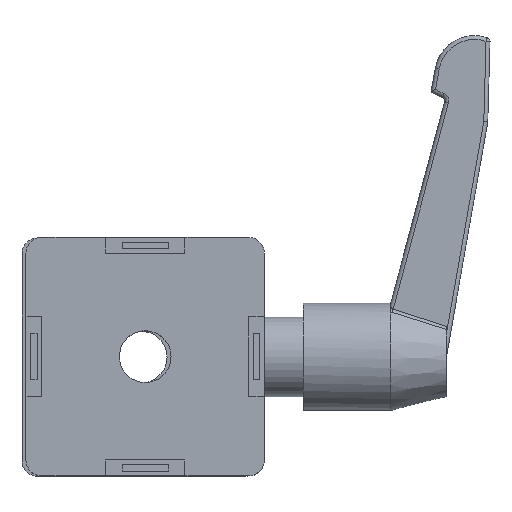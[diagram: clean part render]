
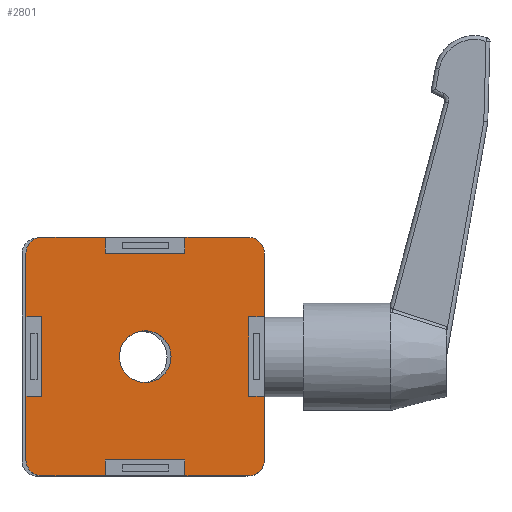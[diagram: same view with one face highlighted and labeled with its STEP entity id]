
A CAD part, top view. The second image highlights one B-rep face of the part: STEP entity #2801.
In plain terms, the highlighted face is planar.
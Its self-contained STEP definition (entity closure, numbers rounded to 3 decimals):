
#104=CIRCLE('',#3105,2.);
#105=CIRCLE('',#3107,2.);
#106=CIRCLE('',#3108,2.);
#107=CIRCLE('',#3109,2.);
#108=CIRCLE('',#3110,3.25);
#285=FACE_BOUND('',#520,.T.);
#347=FACE_OUTER_BOUND('',#519,.T.);
#519=EDGE_LOOP('',(#2034,#2035,#2036,#2037,#2038,#2039,#2040,#2041,#2042,
#2043,#2044,#2045,#2046,#2047,#2048,#2049,#2050,#2051,#2052,#2053,#2054,
#2055,#2056,#2057));
#520=EDGE_LOOP('',(#2058));
#721=LINE('',#4371,#978);
#724=LINE('',#4377,#981);
#728=LINE('',#4384,#985);
#732=LINE('',#4394,#989);
#735=LINE('',#4400,#992);
#738=LINE('',#4406,#995);
#743=LINE('',#4417,#1000);
#746=LINE('',#4423,#1003);
#750=LINE('',#4430,#1007);
#754=LINE('',#4440,#1011);
#757=LINE('',#4446,#1014);
#760=LINE('',#4452,#1017);
#763=LINE('',#4458,#1020);
#767=LINE('',#4465,#1024);
#768=LINE('',#4468,#1025);
#772=LINE('',#4475,#1029);
#773=LINE('',#4482,#1030);
#774=LINE('',#4484,#1031);
#775=LINE('',#4487,#1032);
#776=LINE('',#4489,#1033);
#978=VECTOR('',#3473,10.);
#981=VECTOR('',#3478,10.);
#985=VECTOR('',#3484,10.);
#989=VECTOR('',#3492,10.);
#992=VECTOR('',#3497,10.);
#995=VECTOR('',#3502,10.);
#1000=VECTOR('',#3511,10.);
#1003=VECTOR('',#3516,10.);
#1007=VECTOR('',#3522,10.);
#1011=VECTOR('',#3530,10.);
#1014=VECTOR('',#3535,10.);
#1017=VECTOR('',#3540,10.);
#1020=VECTOR('',#3547,10.);
#1024=VECTOR('',#3551,10.);
#1025=VECTOR('',#3554,10.);
#1029=VECTOR('',#3558,10.);
#1030=VECTOR('',#3569,10.);
#1031=VECTOR('',#3570,10.);
#1032=VECTOR('',#3573,10.);
#1033=VECTOR('',#3574,10.);
#1219=VERTEX_POINT('',#4368);
#1220=VERTEX_POINT('',#4370);
#1222=VERTEX_POINT('',#4376);
#1224=VERTEX_POINT('',#4382);
#1227=VERTEX_POINT('',#4391);
#1228=VERTEX_POINT('',#4393);
#1230=VERTEX_POINT('',#4399);
#1232=VERTEX_POINT('',#4405);
#1235=VERTEX_POINT('',#4414);
#1236=VERTEX_POINT('',#4416);
#1238=VERTEX_POINT('',#4422);
#1240=VERTEX_POINT('',#4428);
#1243=VERTEX_POINT('',#4437);
#1244=VERTEX_POINT('',#4439);
#1246=VERTEX_POINT('',#4445);
#1248=VERTEX_POINT('',#4451);
#1249=VERTEX_POINT('',#4457);
#1252=VERTEX_POINT('',#4463);
#1253=VERTEX_POINT('',#4467);
#1256=VERTEX_POINT('',#4473);
#1257=VERTEX_POINT('',#4480);
#1258=VERTEX_POINT('',#4483);
#1259=VERTEX_POINT('',#4485);
#1260=VERTEX_POINT('',#4488);
#1261=VERTEX_POINT('',#4491);
#1499=EDGE_CURVE('',#1220,#1219,#721,.T.);
#1502=EDGE_CURVE('',#1222,#1220,#724,.T.);
#1506=EDGE_CURVE('',#1219,#1224,#728,.T.);
#1510=EDGE_CURVE('',#1228,#1227,#732,.T.);
#1513=EDGE_CURVE('',#1230,#1228,#735,.T.);
#1516=EDGE_CURVE('',#1232,#1230,#738,.T.);
#1521=EDGE_CURVE('',#1236,#1235,#743,.T.);
#1524=EDGE_CURVE('',#1238,#1236,#746,.T.);
#1528=EDGE_CURVE('',#1235,#1240,#750,.T.);
#1532=EDGE_CURVE('',#1244,#1243,#754,.T.);
#1535=EDGE_CURVE('',#1246,#1244,#757,.T.);
#1538=EDGE_CURVE('',#1248,#1246,#760,.T.);
#1541=EDGE_CURVE('',#1222,#1249,#763,.T.);
#1545=EDGE_CURVE('',#1252,#1224,#767,.T.);
#1546=EDGE_CURVE('',#1238,#1253,#768,.T.);
#1550=EDGE_CURVE('',#1256,#1240,#772,.T.);
#1552=EDGE_CURVE('',#1253,#1252,#104,.T.);
#1553=EDGE_CURVE('',#1257,#1256,#105,.T.);
#1554=EDGE_CURVE('',#1248,#1257,#773,.T.);
#1555=EDGE_CURVE('',#1258,#1243,#774,.T.);
#1556=EDGE_CURVE('',#1259,#1258,#106,.T.);
#1557=EDGE_CURVE('',#1232,#1259,#775,.T.);
#1558=EDGE_CURVE('',#1260,#1227,#776,.T.);
#1559=EDGE_CURVE('',#1249,#1260,#107,.T.);
#1560=EDGE_CURVE('',#1261,#1261,#108,.T.);
#2034=ORIENTED_EDGE('',*,*,#1506,.T.);
#2035=ORIENTED_EDGE('',*,*,#1545,.F.);
#2036=ORIENTED_EDGE('',*,*,#1552,.F.);
#2037=ORIENTED_EDGE('',*,*,#1546,.F.);
#2038=ORIENTED_EDGE('',*,*,#1524,.T.);
#2039=ORIENTED_EDGE('',*,*,#1521,.T.);
#2040=ORIENTED_EDGE('',*,*,#1528,.T.);
#2041=ORIENTED_EDGE('',*,*,#1550,.F.);
#2042=ORIENTED_EDGE('',*,*,#1553,.F.);
#2043=ORIENTED_EDGE('',*,*,#1554,.F.);
#2044=ORIENTED_EDGE('',*,*,#1538,.T.);
#2045=ORIENTED_EDGE('',*,*,#1535,.T.);
#2046=ORIENTED_EDGE('',*,*,#1532,.T.);
#2047=ORIENTED_EDGE('',*,*,#1555,.F.);
#2048=ORIENTED_EDGE('',*,*,#1556,.F.);
#2049=ORIENTED_EDGE('',*,*,#1557,.F.);
#2050=ORIENTED_EDGE('',*,*,#1516,.T.);
#2051=ORIENTED_EDGE('',*,*,#1513,.T.);
#2052=ORIENTED_EDGE('',*,*,#1510,.T.);
#2053=ORIENTED_EDGE('',*,*,#1558,.F.);
#2054=ORIENTED_EDGE('',*,*,#1559,.F.);
#2055=ORIENTED_EDGE('',*,*,#1541,.F.);
#2056=ORIENTED_EDGE('',*,*,#1502,.T.);
#2057=ORIENTED_EDGE('',*,*,#1499,.T.);
#2058=ORIENTED_EDGE('',*,*,#1560,.T.);
#2702=PLANE('',#3106);
#2801=ADVANCED_FACE('',(#347,#285),#2702,.F.);
#3105=AXIS2_PLACEMENT_3D('',#4478,#3563,#3564);
#3106=AXIS2_PLACEMENT_3D('',#4479,#3565,#3566);
#3107=AXIS2_PLACEMENT_3D('',#4481,#3567,#3568);
#3108=AXIS2_PLACEMENT_3D('',#4486,#3571,#3572);
#3109=AXIS2_PLACEMENT_3D('',#4490,#3575,#3576);
#3110=AXIS2_PLACEMENT_3D('',#4492,#3577,#3578);
#3473=DIRECTION('',(0.,1.,0.));
#3478=DIRECTION('',(1.,0.,0.));
#3484=DIRECTION('',(-1.,0.,0.));
#3492=DIRECTION('',(0.,-1.,0.));
#3497=DIRECTION('',(-1.,0.,0.));
#3502=DIRECTION('',(0.,1.,0.));
#3511=DIRECTION('',(1.,0.,0.));
#3516=DIRECTION('',(0.,-1.,0.));
#3522=DIRECTION('',(0.,1.,0.));
#3530=DIRECTION('',(1.,0.,0.));
#3535=DIRECTION('',(0.,-1.,0.));
#3540=DIRECTION('',(-1.,0.,0.));
#3547=DIRECTION('',(0.,-1.,0.));
#3551=DIRECTION('',(0.,-1.,0.));
#3554=DIRECTION('',(-1.,0.,0.));
#3558=DIRECTION('',(-1.,0.,0.));
#3563=DIRECTION('center_axis',(0.,0.,1.));
#3564=DIRECTION('ref_axis',(-0.707,0.707,0.));
#3565=DIRECTION('center_axis',(0.,0.,1.));
#3566=DIRECTION('ref_axis',(1.,0.,0.));
#3567=DIRECTION('center_axis',(0.,0.,1.));
#3568=DIRECTION('ref_axis',(0.707,0.707,0.));
#3569=DIRECTION('',(0.,1.,0.));
#3570=DIRECTION('',(0.,1.,0.));
#3571=DIRECTION('center_axis',(0.,0.,1.));
#3572=DIRECTION('ref_axis',(0.707,-0.707,0.));
#3573=DIRECTION('',(1.,0.,0.));
#3574=DIRECTION('',(1.,0.,0.));
#3575=DIRECTION('center_axis',(0.,0.,1.));
#3576=DIRECTION('ref_axis',(-0.707,-0.707,0.));
#3577=DIRECTION('center_axis',(0.,0.,1.));
#3578=DIRECTION('ref_axis',(-1.,0.,0.));
#4368=CARTESIAN_POINT('',(-13.,5.,0.));
#4370=CARTESIAN_POINT('',(-13.,-5.,0.));
#4371=CARTESIAN_POINT('',(-13.,2.5,0.));
#4376=CARTESIAN_POINT('',(-15.,-5.,0.));
#4377=CARTESIAN_POINT('',(-6.5,-5.,0.));
#4382=CARTESIAN_POINT('',(-15.,5.,0.));
#4384=CARTESIAN_POINT('',(-7.5,5.,0.));
#4391=CARTESIAN_POINT('',(-5.,-15.,0.));
#4393=CARTESIAN_POINT('',(-5.,-13.,0.));
#4394=CARTESIAN_POINT('',(-5.,-7.5,0.));
#4399=CARTESIAN_POINT('',(5.,-13.,0.));
#4400=CARTESIAN_POINT('',(-2.5,-13.,0.));
#4405=CARTESIAN_POINT('',(5.,-15.,0.));
#4406=CARTESIAN_POINT('',(5.,-6.5,0.));
#4414=CARTESIAN_POINT('',(5.,13.,0.));
#4416=CARTESIAN_POINT('',(-5.,13.,0.));
#4417=CARTESIAN_POINT('',(2.5,13.,0.));
#4422=CARTESIAN_POINT('',(-5.,15.,0.));
#4423=CARTESIAN_POINT('',(-5.,6.5,0.));
#4428=CARTESIAN_POINT('',(5.,15.,0.));
#4430=CARTESIAN_POINT('',(5.,7.5,0.));
#4437=CARTESIAN_POINT('',(15.,-5.,0.));
#4439=CARTESIAN_POINT('',(13.,-5.,0.));
#4440=CARTESIAN_POINT('',(7.5,-5.,0.));
#4445=CARTESIAN_POINT('',(13.,5.,0.));
#4446=CARTESIAN_POINT('',(13.,-2.5,0.));
#4451=CARTESIAN_POINT('',(15.,5.,0.));
#4452=CARTESIAN_POINT('',(6.5,5.,0.));
#4457=CARTESIAN_POINT('',(-15.,-13.,0.));
#4458=CARTESIAN_POINT('',(-15.,15.,0.));
#4463=CARTESIAN_POINT('',(-15.,13.,0.));
#4465=CARTESIAN_POINT('',(-15.,15.,0.));
#4467=CARTESIAN_POINT('',(-13.,15.,0.));
#4468=CARTESIAN_POINT('',(15.,15.,0.));
#4473=CARTESIAN_POINT('',(13.,15.,0.));
#4475=CARTESIAN_POINT('',(15.,15.,0.));
#4478=CARTESIAN_POINT('Origin',(-13.,13.,0.));
#4479=CARTESIAN_POINT('Origin',(0.,0.,
0.));
#4480=CARTESIAN_POINT('',(15.,13.,0.));
#4481=CARTESIAN_POINT('Origin',(13.,13.,0.));
#4482=CARTESIAN_POINT('',(15.,-15.,0.));
#4483=CARTESIAN_POINT('',(15.,-13.,0.));
#4484=CARTESIAN_POINT('',(15.,-15.,0.));
#4485=CARTESIAN_POINT('',(13.,-15.,0.));
#4486=CARTESIAN_POINT('Origin',(13.,-13.,0.));
#4487=CARTESIAN_POINT('',(-15.,-15.,0.));
#4488=CARTESIAN_POINT('',(-13.,-15.,0.));
#4489=CARTESIAN_POINT('',(-15.,-15.,0.));
#4490=CARTESIAN_POINT('Origin',(-13.,-13.,0.));
#4491=CARTESIAN_POINT('',(3.25,0.,0.));
#4492=CARTESIAN_POINT('Origin',(0.,0.,0.));
